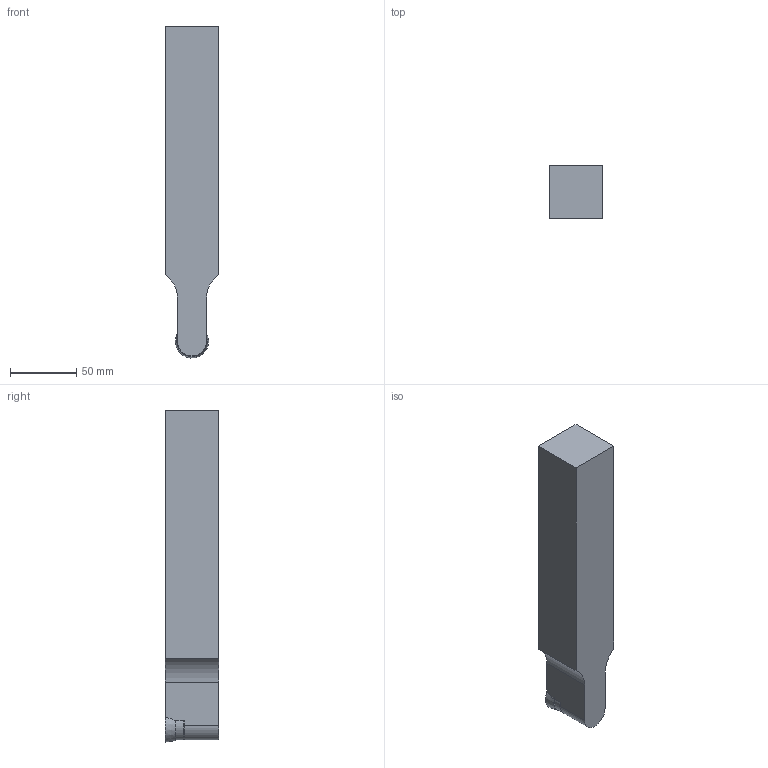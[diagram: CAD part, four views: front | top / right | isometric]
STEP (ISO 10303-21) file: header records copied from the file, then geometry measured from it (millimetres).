
FILE_DESCRIPTION(/* description */ (''),/* implementation_level */ '2;1');
FILE_NAME(/* name */ 'PRDCN4040S25.stp',/* time_stamp */ '2023-02-03T13:23:56+01:00',/* author */ (''),/* organization */ (''),/* preprocessor_version */ 'ST-DEVELOPER v16.7',/* originating_system */ 'SIEMENS PLM Software NX 12.0',/* authorisation */ '');
FILE_SCHEMA (('AUTOMOTIVE_DESIGN { 1 0 10303 214 3 1 1 1 }'));
Length unit declared in the file: millimetre
Products named in the file (1): kl6204D89F04hsl8
Bounding box: 40 x 40 x 249.96 mm (x, y, z)
Volume: 354825.6 mm3; surface area: 41481.5 mm2
Topology: 2 solids, 2 shells, 25 faces, 64 edges, 42 vertices
Faces by surface type: plane 14, cylinder 7, cone 4
Full cylindrical faces by diameter (mm): 7.2 x1
Entity records: 770 total; most frequent: DIRECTION 130, CARTESIAN_POINT 128, ORIENTED_EDGE 116, EDGE_CURVE 58, AXIS2_PLACEMENT_3D 48, VERTEX_POINT 40, LINE 34, VECTOR 34
